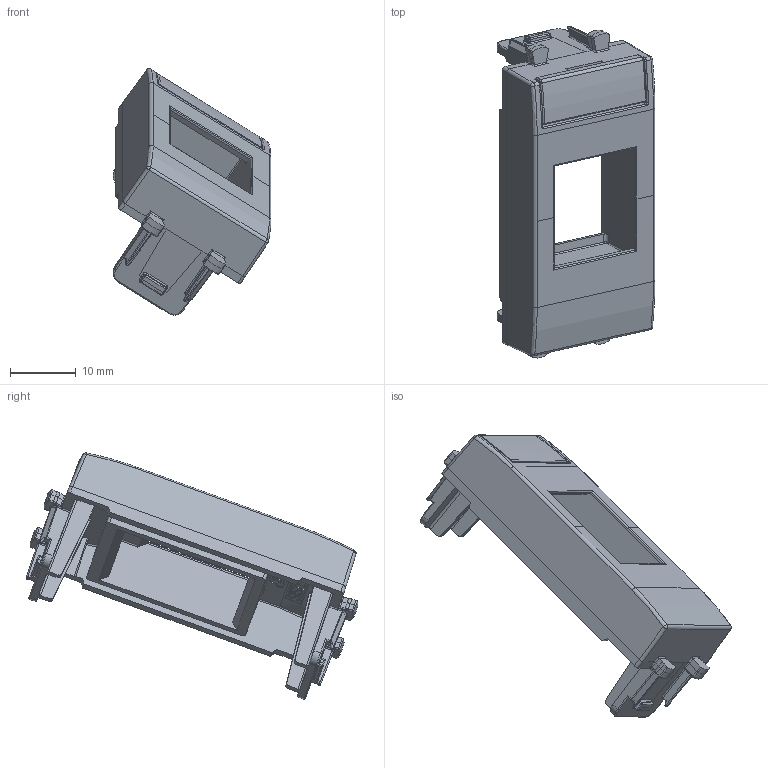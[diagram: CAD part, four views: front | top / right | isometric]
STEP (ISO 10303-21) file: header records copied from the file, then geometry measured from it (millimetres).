
FILE_DESCRIPTION(('CATIA V5 STEP Exchange'),'2;1');
FILE_NAME('441030SC.stp','2024-02-26T13:38:34+00:00',('none'),('none'),'CATIA Version 5-6 Release 2016 SP6','CATIA V5 STEP AP203','none');
FILE_SCHEMA(('CONFIG_CONTROL_DESIGN'));
Products named in the file (1): 44X030SC
Assembly tree (3 placements, depth 2):
  44X030SC
    #57
    #46761
    #47935
Bounding box: 24.09 x 50.64 x 37.6 mm (x, y, z)
Volume: 3810.5 mm3; surface area: 6470.9 mm2
Topology: 2 solids, 2 shells, 1235 faces, 3360 edges, 2101 vertices
Faces by surface type: plane 736, cylinder 303, bspline 92, sphere 36, extrusion 28, cone 24, torus 16
Entity records: 47962 total; most frequent: CARTESIAN_POINT 20974, ORIENTED_EDGE 6628, DIRECTION 3822, EDGE_CURVE 3314, VERTEX_POINT 2097, B_SPLINE_CURVE_WITH_KNOTS 1522, VECTOR 1495, LINE 1467
